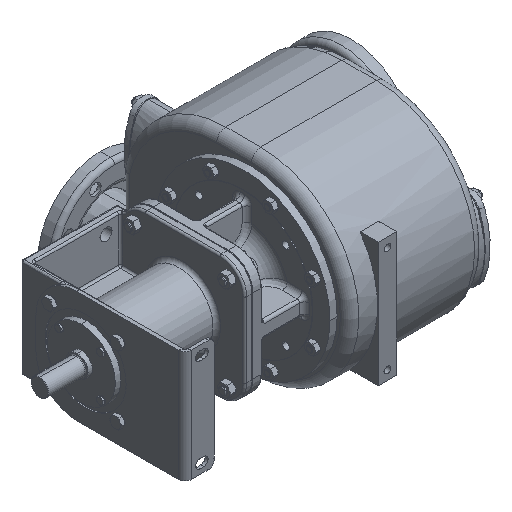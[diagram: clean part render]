
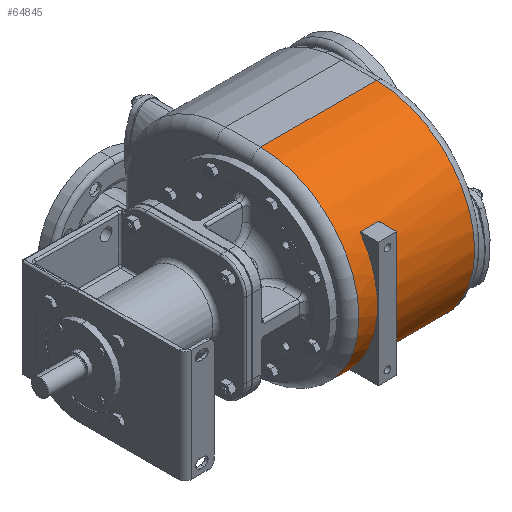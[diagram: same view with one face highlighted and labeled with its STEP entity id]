
A CAD part, isometric view. The second image highlights one B-rep face of the part: STEP entity #64845.
In plain terms, the highlighted cylindrical face has radius 158 mm (diameter 316 mm), a partial arc.
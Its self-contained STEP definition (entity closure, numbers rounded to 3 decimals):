
#20803=DIRECTION('',(1.,0.,0.));
#20804=VECTOR('',#20803,186.);
#20805=CARTESIAN_POINT('',(-45.,159.,158.));
#20806=LINE('',#20805,#20804);
#20812=CARTESIAN_POINT('',(-45.,159.,0.));
#20813=DIRECTION('',(-1.,0.,0.));
#20814=DIRECTION('',(0.,0.,-1.));
#20815=AXIS2_PLACEMENT_3D('',#20812,#20813,#20814);
#20817=CARTESIAN_POINT('',(141.,159.,0.));
#20818=DIRECTION('',(1.,0.,0.));
#20819=DIRECTION('',(0.,0.,1.));
#20820=AXIS2_PLACEMENT_3D('',#20817,#20818,#20819);
#20822=DIRECTION('',(1.,0.,0.));
#20823=VECTOR('',#20822,186.);
#20824=CARTESIAN_POINT('',(-45.,159.,-158.));
#20825=LINE('',#20824,#20823);
#20826=DIRECTION('',(-1.,0.,0.));
#20827=VECTOR('',#20826,30.);
#20828=CARTESIAN_POINT('',(15.,45.58,-110.));
#20829=LINE('',#20828,#20827);
#20830=CARTESIAN_POINT('',(15.,159.,0.));
#20831=DIRECTION('',(-1.,0.,0.));
#20832=DIRECTION('',(0.,-0.718,-0.696));
#20833=AXIS2_PLACEMENT_3D('',#20830,#20831,#20832);
#20835=DIRECTION('',(-1.,0.,0.));
#20836=VECTOR('',#20835,30.);
#20837=CARTESIAN_POINT('',(15.,29.139,90.));
#20838=LINE('',#20837,#20836);
#20839=CARTESIAN_POINT('',(-15.,159.,0.));
#20840=DIRECTION('',(-1.,0.,0.));
#20841=DIRECTION('',(0.,-0.718,-0.696));
#20842=AXIS2_PLACEMENT_3D('',#20839,#20840,#20841);
#38945=CARTESIAN_POINT('',(-15.,45.58,-110.));
#38946=VERTEX_POINT('',#38945);
#38947=CARTESIAN_POINT('',(15.,45.58,-110.));
#38948=VERTEX_POINT('',#38947);
#38949=CARTESIAN_POINT('',(15.,29.139,90.));
#38950=VERTEX_POINT('',#38949);
#38951=CARTESIAN_POINT('',(-15.,29.139,90.));
#38952=VERTEX_POINT('',#38951);
#39019=CARTESIAN_POINT('',(141.,159.,-158.));
#39020=VERTEX_POINT('',#39019);
#39021=CARTESIAN_POINT('',(141.,159.,158.));
#39022=VERTEX_POINT('',#39021);
#39048=CARTESIAN_POINT('',(-45.,159.,-158.));
#39050=VERTEX_POINT('',#39048);
#39053=CARTESIAN_POINT('',(-45.,159.,158.));
#39054=VERTEX_POINT('',#39053);
#64824=CARTESIAN_POINT('',(-60.,159.,0.));
#64825=DIRECTION('',(-1.,0.,0.));
#64826=DIRECTION('',(0.,0.,1.));
#64827=AXIS2_PLACEMENT_3D('',#64824,#64825,#64826);
#64828=CYLINDRICAL_SURFACE('',#64827,158.);
#64829=ORIENTED_EDGE('',*,*,#63152,.T.);
#64830=ORIENTED_EDGE('',*,*,#64807,.T.);
#64831=ORIENTED_EDGE('',*,*,#59540,.T.);
#64832=ORIENTED_EDGE('',*,*,#59682,.F.);
#64833=EDGE_LOOP('',(#64829,#64830,#64831,#64832));
#64834=FACE_OUTER_BOUND('',#64833,.F.);
#64836=ORIENTED_EDGE('',*,*,#64835,.F.);
#64838=ORIENTED_EDGE('',*,*,#64837,.T.);
#64840=ORIENTED_EDGE('',*,*,#64839,.T.);
#64842=ORIENTED_EDGE('',*,*,#64841,.F.);
#64843=EDGE_LOOP('',(#64836,#64838,#64840,#64842));
#64844=FACE_BOUND('',#64843,.F.);
#64845=ADVANCED_FACE('',(#64834,#64844),#64828,.T.);
#20816=CIRCLE('',#20815,158.);
#20821=CIRCLE('',#20820,158.);
#20834=CIRCLE('',#20833,158.);
#20843=CIRCLE('',#20842,158.);
#59540=EDGE_CURVE('',#39022,#39020,#20821,.T.);
#59682=EDGE_CURVE('',#39050,#39020,#20825,.T.);
#63152=EDGE_CURVE('',#39050,#39054,#20816,.T.);
#64807=EDGE_CURVE('',#39054,#39022,#20806,.T.);
#64835=EDGE_CURVE('',#38948,#38946,#20829,.T.);
#64837=EDGE_CURVE('',#38948,#38950,#20834,.T.);
#64839=EDGE_CURVE('',#38950,#38952,#20838,.T.);
#64841=EDGE_CURVE('',#38946,#38952,#20843,.T.);
